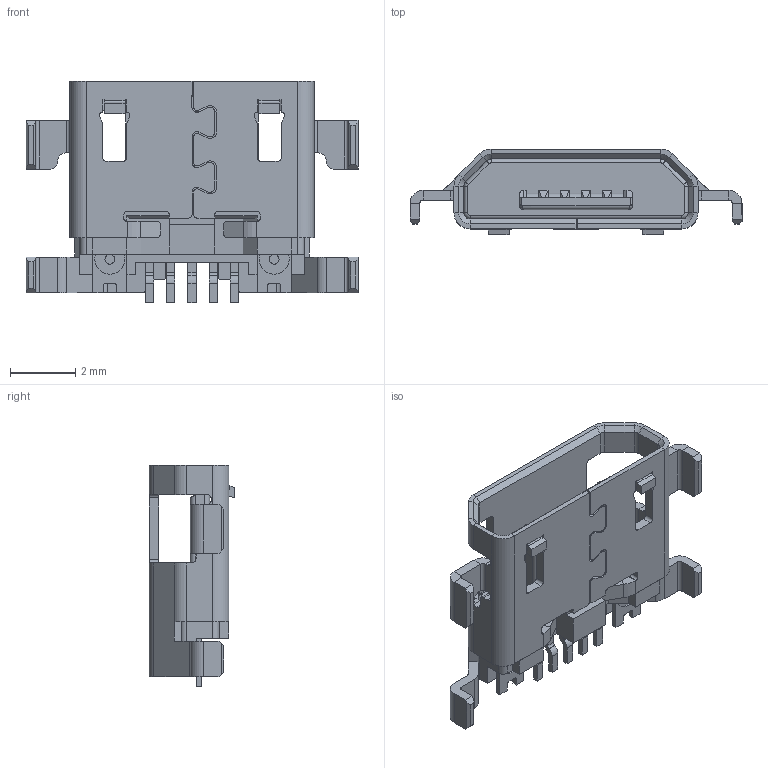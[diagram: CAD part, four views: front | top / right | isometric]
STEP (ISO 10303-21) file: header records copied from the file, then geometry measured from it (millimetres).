
FILE_DESCRIPTION (( 'STEP AP214' ), '1' );
FILE_NAME ('2134441-2.STEP', '2020-03-28T05:30:15', ( '' ), ( '' ), 'SwSTEP 2.0', 'SolidWorks 2017', '' );
FILE_SCHEMA (( 'AUTOMOTIVE_DESIGN' ));
Length unit declared in the file: millimetre
Products named in the file (1): 2134441-2
Bounding box: 10.2 x 2.64 x 6.8 mm (x, y, z)
Volume: 55.2 mm3; surface area: 333.5 mm2
Topology: 14 solids, 14 shells, 661 faces, 1711 edges, 1077 vertices
Faces by surface type: plane 445, cylinder 200, cone 8, torus 6, bspline 2
Entity records: 20190 total; most frequent: CARTESIAN_POINT 3610, DIRECTION 3431, ORIENTED_EDGE 3418, EDGE_CURVE 1709, LINE 1291, VECTOR 1291, VERTEX_POINT 1077, AXIS2_PLACEMENT_3D 1070
